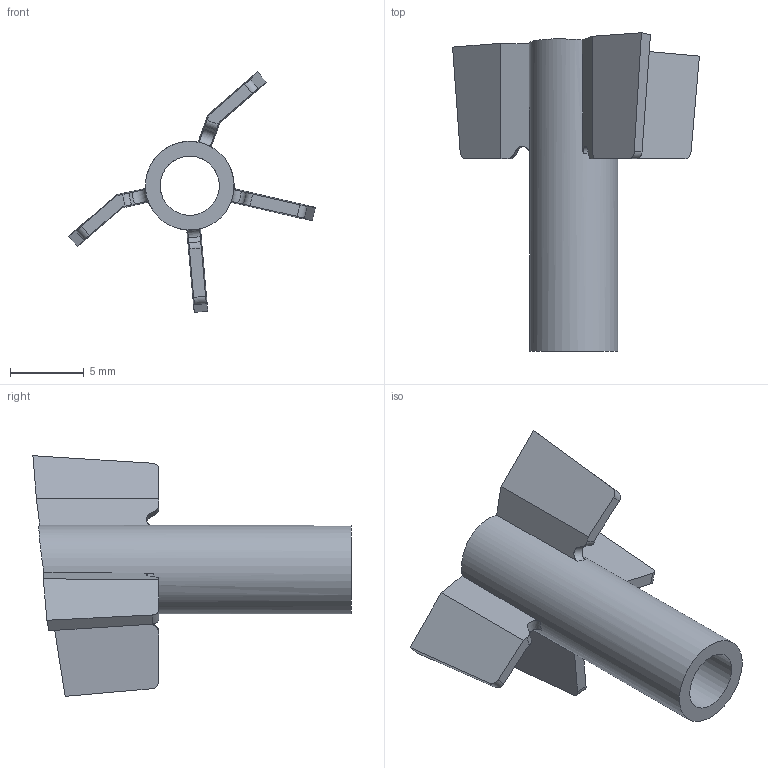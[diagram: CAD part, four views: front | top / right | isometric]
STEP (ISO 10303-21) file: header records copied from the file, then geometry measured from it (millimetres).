
FILE_DESCRIPTION(('Open CASCADE Model'),'2;1');
FILE_NAME('Open CASCADE Shape Model','2025-10-21T21:37:35',('Author'),( 'Open CASCADE'),'Open CASCADE STEP processor 7.7','Open CASCADE 7.7' ,'Unknown');
FILE_SCHEMA(('AUTOMOTIVE_DESIGN { 1 0 10303 214 1 1 1 1 }'));
Length unit declared in the file: millimetre
Products named in the file (42): Open CASCADE STEP translator 7.7 35; Open CASCADE STEP translator 7.7 35.1; Open CASCADE STEP translator 7.7 35.2; Open CASCADE STEP translator 7.7 35.3; Open CASCADE STEP translator 7.7 35.4; Open CASCADE STEP translator 7.7 35.5; Open CASCADE STEP translator 7.7 35.6; Open CASCADE STEP translator 7.7 35.7; Open CASCADE STEP translator 7.7 35.8; Open CASCADE STEP translator 7.7 35.9; Open CASCADE STEP translator 7.7 35.10; Open CASCADE STEP translator 7.7 35.11; Open CASCADE STEP translator 7.7 35.12; Open CASCADE STEP translator 7.7 35.13; Open CASCADE STEP translator 7.7 35.14; Open CASCADE STEP translator 7.7 35.15; Open CASCADE STEP translator 7.7 35.16; Open CASCADE STEP translator 7.7 35.17; Open CASCADE STEP translator 7.7 35.18; Open CASCADE STEP translator 7.7 35.19; Open CASCADE STEP translator 7.7 35.20; Open CASCADE STEP translator 7.7 35.21; Open CASCADE STEP translator 7.7 35.22; Open CASCADE STEP translator 7.7 35.23; Open CASCADE STEP translator 7.7 35.24; Open CASCADE STEP translator 7.7 35.25; Open CASCADE STEP translator 7.7 35.26; Open CASCADE STEP translator 7.7 35.27; Open CASCADE STEP translator 7.7 35.28; Open CASCADE STEP translator 7.7 35.29; Open CASCADE STEP translator 7.7 35.30; Open CASCADE STEP translator 7.7 35.31; Open CASCADE STEP translator 7.7 35.32; Open CASCADE STEP translator 7.7 35.33; Open CASCADE STEP translator 7.7 35.34; Open CASCADE STEP translator 7.7 35.35; Open CASCADE STEP translator 7.7 35.36; Open CASCADE STEP translator 7.7 35.37; Open CASCADE STEP translator 7.7 35.38; Open CASCADE STEP translator 7.7 35.39 ...
Assembly tree (41 placements, depth 2):
  Open CASCADE STEP translator 7.7 35
    Open CASCADE STEP translator 7.7 35.1
    Open CASCADE STEP translator 7.7 35.2
    Open CASCADE STEP translator 7.7 35.3
    Open CASCADE STEP translator 7.7 35.4
    Open CASCADE STEP translator 7.7 35.5
    Open CASCADE STEP translator 7.7 35.6
    Open CASCADE STEP translator 7.7 35.7
    Open CASCADE STEP translator 7.7 35.8
    Open CASCADE STEP translator 7.7 35.9
    Open CASCADE STEP translator 7.7 35.10
    Open CASCADE STEP translator 7.7 35.11
    Open CASCADE STEP translator 7.7 35.12
    Open CASCADE STEP translator 7.7 35.13
    Open CASCADE STEP translator 7.7 35.14
    Open CASCADE STEP translator 7.7 35.15
    Open CASCADE STEP translator 7.7 35.16
    Open CASCADE STEP translator 7.7 35.17
    Open CASCADE STEP translator 7.7 35.18
    Open CASCADE STEP translator 7.7 35.19
    Open CASCADE STEP translator 7.7 35.20
    Open CASCADE STEP translator 7.7 35.21
    Open CASCADE STEP translator 7.7 35.22
    Open CASCADE STEP translator 7.7 35.23
    Open CASCADE STEP translator 7.7 35.24
    Open CASCADE STEP translator 7.7 35.25
    Open CASCADE STEP translator 7.7 35.26
    Open CASCADE STEP translator 7.7 35.27
    Open CASCADE STEP translator 7.7 35.28
    Open CASCADE STEP translator 7.7 35.29
    Open CASCADE STEP translator 7.7 35.30
    Open CASCADE STEP translator 7.7 35.31
    Open CASCADE STEP translator 7.7 35.32
    Open CASCADE STEP translator 7.7 35.33
    Open CASCADE STEP translator 7.7 35.34
    Open CASCADE STEP translator 7.7 35.35
    Open CASCADE STEP translator 7.7 35.36
    Open CASCADE STEP translator 7.7 35.37
    Open CASCADE STEP translator 7.7 35.38
    Open CASCADE STEP translator 7.7 35.39
    Open CASCADE STEP translator 7.7 35.40
    Open CASCADE STEP translator 7.7 35.41
Bounding box: 16.68 x 21.52 x 16.27 mm (x, y, z)
Surface area: 1007.8 mm2 (no closed solid volume)
Topology: 0 solids, 41 shells, 41 faces, 220 edges, 218 vertices
Faces by surface type: plane 19, torus 10, cylinder 6, cone 4, bspline 2
Full cylindrical faces by diameter (mm): 4 x1, 6 x1
Entity records: 6064 total; most frequent: CARTESIAN_POINT 2717, DIRECTION 452, ORIENTED_EDGE 222, PCURVE 222, DEFINITIONAL_REPRESENTATION 222, EDGE_CURVE 220, VERTEX_POINT 218, SURFACE_CURVE 218
